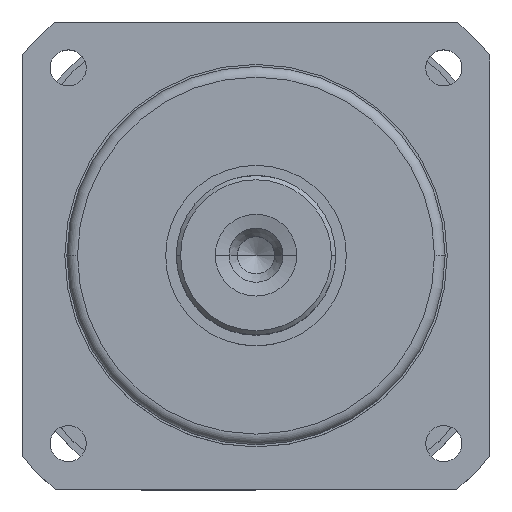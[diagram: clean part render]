
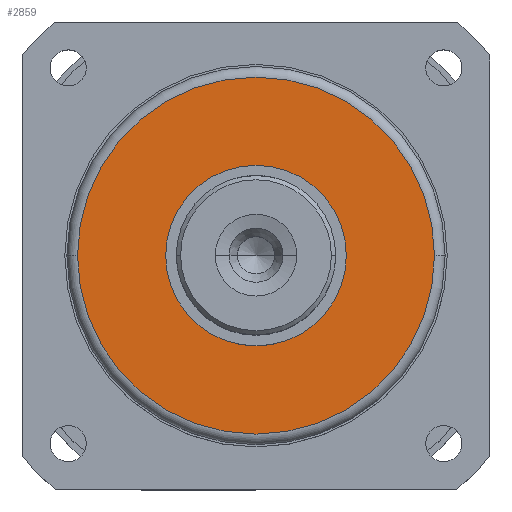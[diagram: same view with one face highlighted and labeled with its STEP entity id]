
A CAD part, top view. The second image highlights one B-rep face of the part: STEP entity #2859.
In plain terms, the highlighted planar face has unit normal (0, 0, 1).
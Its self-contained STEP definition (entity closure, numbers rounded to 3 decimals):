
#108 = DIRECTION ( 'NONE',  ( 0., 0., 1. ) ) ;
#189 = CARTESIAN_POINT ( 'NONE',  ( 0., 0., 55. ) ) ;
#490 = CARTESIAN_POINT ( 'NONE',  ( -42.5, 0., 55. ) ) ;
#602 = DIRECTION ( 'NONE',  ( 1., 0., 0. ) ) ;
#616 = EDGE_CURVE ( 'NONE', #1784, #3361, #2490, .T. ) ;
#621 = DIRECTION ( 'NONE',  ( 0., 0., 1. ) ) ;
#687 = CARTESIAN_POINT ( 'NONE',  ( -84., 0., 55. ) ) ;
#975 = EDGE_CURVE ( 'NONE', #4279, #4176, #4232, .T. ) ;
#1032 = CIRCLE ( 'NONE', #2492, 42.5 ) ;
#1131 = AXIS2_PLACEMENT_3D ( 'NONE', #2482, #108, #2884 ) ;
#1179 = CARTESIAN_POINT ( 'NONE',  ( 0., 0., 55. ) ) ;
#1235 = ORIENTED_EDGE ( 'NONE', *, *, #2275, .F. ) ;
#1552 = AXIS2_PLACEMENT_3D ( 'NONE', #189, #2974, #602 ) ;
#1599 = DIRECTION ( 'NONE',  ( 0., 0., 1. ) ) ;
#1608 = CARTESIAN_POINT ( 'NONE',  ( 0., 0., 55. ) ) ;
#1784 = VERTEX_POINT ( 'NONE', #2481 ) ;
#1788 = EDGE_LOOP ( 'NONE', ( #3527, #4559 ) ) ;
#1992 = DIRECTION ( 'NONE',  ( 1., 0., 0. ) ) ;
#2249 = FACE_OUTER_BOUND ( 'NONE', #1788, .T. ) ;
#2275 = EDGE_CURVE ( 'NONE', #3361, #1784, #1032, .T. ) ;
#2481 = CARTESIAN_POINT ( 'NONE',  ( 42.5, 0., 55. ) ) ;
#2482 = CARTESIAN_POINT ( 'NONE',  ( 0., 0., 55. ) ) ;
#2490 = CIRCLE ( 'NONE', #4550, 42.5 ) ;
#2492 = AXIS2_PLACEMENT_3D ( 'NONE', #1608, #4316, #1992 ) ;
#2599 = CARTESIAN_POINT ( 'NONE',  ( 84., 0., 55. ) ) ;
#2859 = ADVANCED_FACE ( 'NONE', ( #2249, #4299 ), #3551, .T. ) ;
#2884 = DIRECTION ( 'NONE',  ( 1., 0., 0. ) ) ;
#2974 = DIRECTION ( 'NONE',  ( 0., 0., 1. ) ) ;
#2991 = CARTESIAN_POINT ( 'NONE',  ( 0., 0., 55. ) ) ;
#3361 = VERTEX_POINT ( 'NONE', #490 ) ;
#3384 = DIRECTION ( 'NONE',  ( 1., 0., 0. ) ) ;
#3527 = ORIENTED_EDGE ( 'NONE', *, *, #4767, .T. ) ;
#3551 = PLANE ( 'NONE',  #4886 ) ;
#4054 = CIRCLE ( 'NONE', #1552, 84. ) ;
#4176 = VERTEX_POINT ( 'NONE', #2599 ) ;
#4232 = CIRCLE ( 'NONE', #1131, 84. ) ;
#4279 = VERTEX_POINT ( 'NONE', #687 ) ;
#4299 = FACE_BOUND ( 'NONE', #4333, .T. ) ;
#4302 = DIRECTION ( 'NONE',  ( 1., 0., 0. ) ) ;
#4316 = DIRECTION ( 'NONE',  ( 0., 0., 1. ) ) ;
#4333 = EDGE_LOOP ( 'NONE', ( #1235, #4337 ) ) ;
#4337 = ORIENTED_EDGE ( 'NONE', *, *, #616, .F. ) ;
#4550 = AXIS2_PLACEMENT_3D ( 'NONE', #2991, #621, #3384 ) ;
#4559 = ORIENTED_EDGE ( 'NONE', *, *, #975, .T. ) ;
#4767 = EDGE_CURVE ( 'NONE', #4176, #4279, #4054, .T. ) ;
#4886 = AXIS2_PLACEMENT_3D ( 'NONE', #1179, #1599, #4302 ) ;
